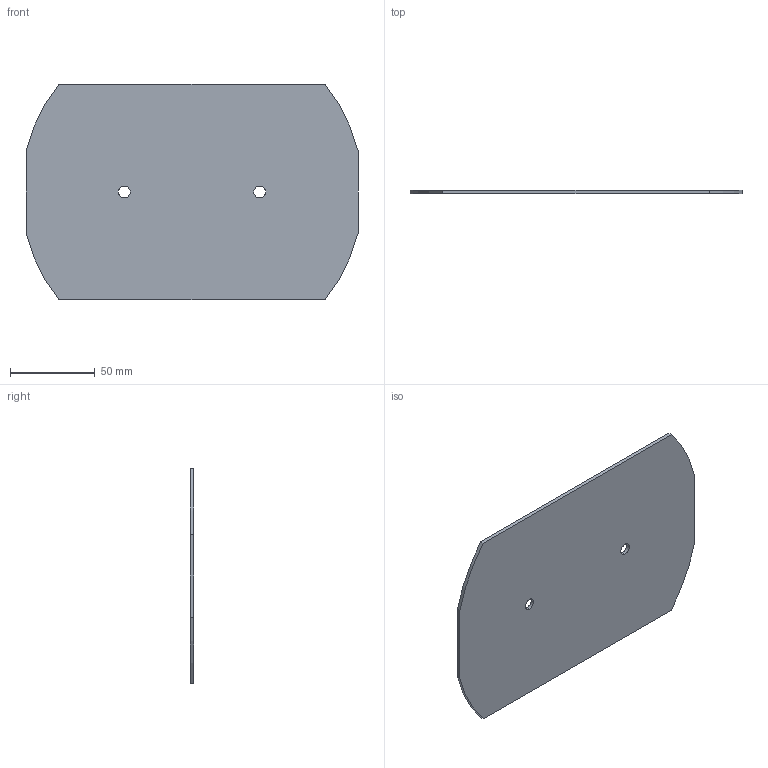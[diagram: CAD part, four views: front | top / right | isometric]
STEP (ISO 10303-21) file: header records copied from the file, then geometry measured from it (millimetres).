
FILE_DESCRIPTION (( 'STEP AP203' ), '1' );
FILE_NAME ('FOSK-K ITK Êðûøêà äëÿ ñïëàéñ-êàññåòû.STEP', '2017-09-12T11:11:42', ( '' ), ( '' ), 'SwSTEP 2.0', 'SolidWorks 2014', '' );
FILE_SCHEMA (( 'CONFIG_CONTROL_DESIGN' ));
Length unit declared in the file: millimetre
Products named in the file (2): FOSK-K ITK Êðûøêà äëÿ ñïëàéñ-êàññåòû
Bounding box: 196 x 2 x 127 mm (x, y, z)
Volume: 38098.9 mm3; surface area: 49197.5 mm2
Topology: 1 solids, 1 shells, 71 faces, 192 edges, 128 vertices
Faces by surface type: plane 45, cylinder 26
Entity records: 2401 total; most frequent: CARTESIAN_POINT 393, DIRECTION 390, ORIENTED_EDGE 384, EDGE_CURVE 192, LINE 140, VECTOR 140, VERTEX_POINT 128, AXIS2_PLACEMENT_3D 125
